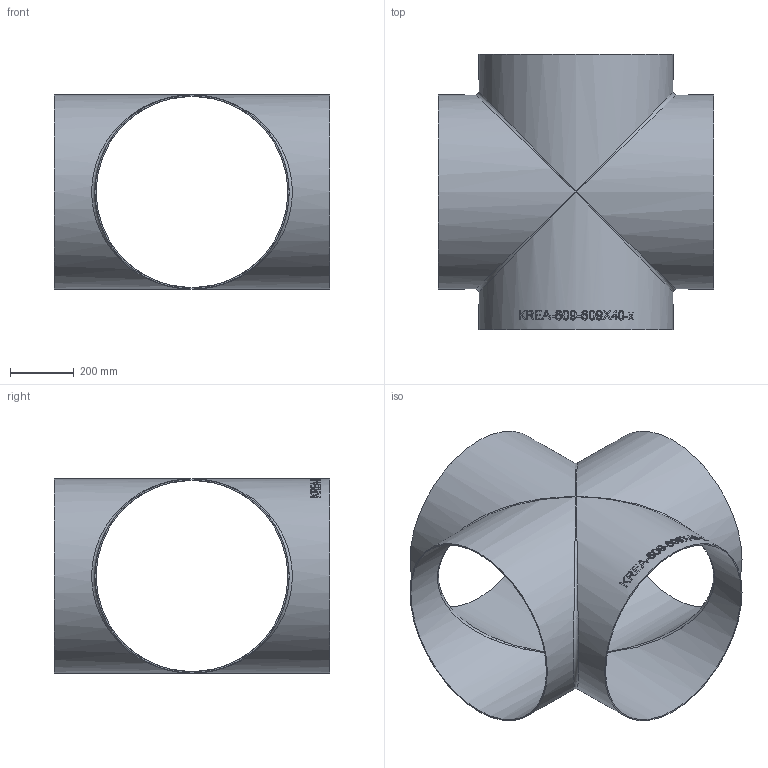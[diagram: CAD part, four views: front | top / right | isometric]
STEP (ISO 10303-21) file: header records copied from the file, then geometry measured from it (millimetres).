
FILE_DESCRIPTION (( 'STEP AP214' ), '1' );
FILE_NAME ('KREA-609-609X40-x Kreuz-Stück 2005.STEP', '2020-05-14T09:07:35', ( '' ), ( '' ), 'SwSTEP 2.0', 'SolidWorks 2019', '' );
FILE_SCHEMA (( 'AUTOMOTIVE_DESIGN' ));
Length unit declared in the file: millimetre
Products named in the file (1): KREA-609-609X40-x Kreuz-Stück 2005
Bounding box: 864 x 864 x 609.6 mm (x, y, z)
Volume: 7288157.2 mm3; surface area: 3656591.9 mm2
Topology: 1 solids, 1 shells, 250 faces, 660 edges, 420 vertices
Faces by surface type: bspline 146, plane 69, cylinder 35
Full cylindrical faces by diameter (mm): 601.6 x4, 609.6 x4
Entity records: 52955 total; most frequent: CARTESIAN_POINT 45724, ORIENTED_EDGE 1266, EDGE_CURVE 633, DIRECTION 482, B_SPLINE_CURVE_WITH_KNOTS 435, VERTEX_POINT 418, EDGE_LOOP 289, FACE_OUTER_BOUND 258
